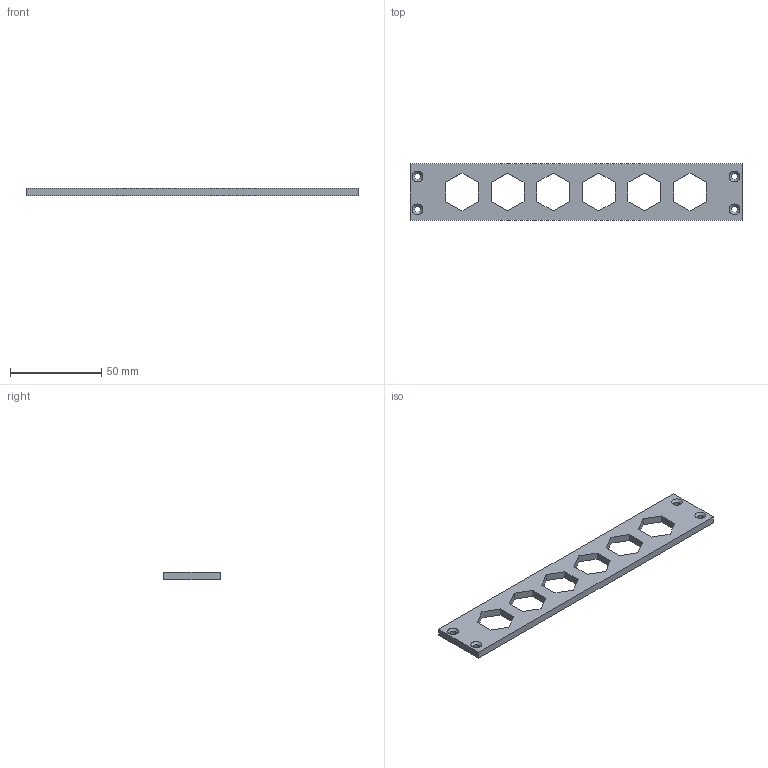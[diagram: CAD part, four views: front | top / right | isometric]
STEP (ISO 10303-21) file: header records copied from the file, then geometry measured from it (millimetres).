
FILE_DESCRIPTION(('STEP AP203'), '1');
FILE_NAME('Front', '', ('UNSPECIFIED'), ('UNSPECIFIED'), 'C3D Converter', 'C3D Toolkit', '');
FILE_SCHEMA(('CONFIG_CONTROL_DESIGN'));
Length unit declared in the file: millimetre
Bounding box: 182 x 31 x 4 mm (x, y, z)
Volume: 15647 mm3; surface area: 11192.5 mm2
Topology: 1 solids, 1 shells, 50 faces, 140 edges, 92 vertices
Faces by surface type: plane 42, cylinder 4, cone 4
Full cylindrical faces by diameter (mm): 3.4 x4
Entity records: 2019 total; most frequent: CARTESIAN_POINT 275, ORIENTED_EDGE 264, DIRECTION 246, EDGE_CURVE 132, LINE 120, VECTOR 120, VERTEX_POINT 92, EDGE_LOOP 78
